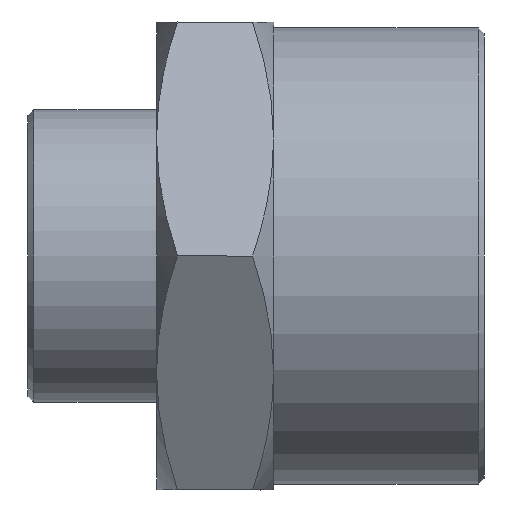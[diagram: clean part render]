
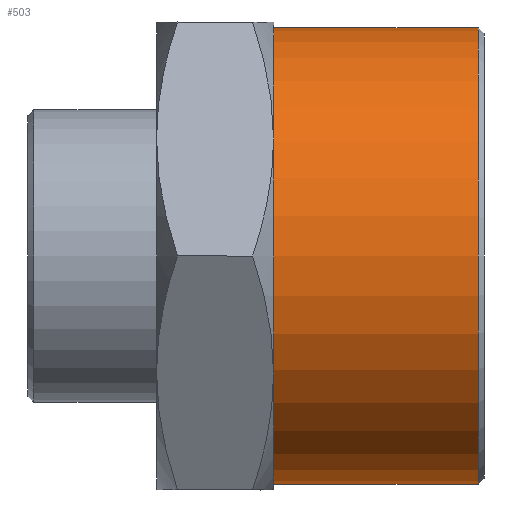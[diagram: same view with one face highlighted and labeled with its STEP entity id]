
A CAD part, left-side view. The second image highlights one B-rep face of the part: STEP entity #503.
In plain terms, the highlighted cylindrical face has radius 19.5 mm (diameter 39 mm), a full revolution.
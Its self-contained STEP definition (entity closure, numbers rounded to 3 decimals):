
#17 = CIRCLE ( 'NONE', #549, 19.5 ) ;
#116 = ORIENTED_EDGE ( 'NONE', *, *, #233, .F. ) ;
#117 = ORIENTED_EDGE ( 'NONE', *, *, #240, .T. ) ;
#150 = CIRCLE ( 'NONE', #542, 19.5 ) ;
#160 = EDGE_LOOP ( 'NONE', ( #117 ) ) ;
#162 = EDGE_LOOP ( 'NONE', ( #116 ) ) ;
#233 = EDGE_CURVE ( 'NONE', #683, #683, #150, .T. ) ;
#240 = EDGE_CURVE ( 'NONE', #691, #691, #17, .T. ) ;
#316 = CARTESIAN_POINT ( 'NONE',  ( 0., 18., 0. ) ) ;
#317 = DIRECTION ( 'NONE',  ( 0., 1., 0. ) ) ;
#318 = DIRECTION ( 'NONE',  ( 0., 0., -1. ) ) ;
#341 = CARTESIAN_POINT ( 'NONE',  ( 0., 0.5, 0. ) ) ;
#342 = DIRECTION ( 'NONE',  ( 0., 1., 0. ) ) ;
#343 = DIRECTION ( 'NONE',  ( 0., 0., 1. ) ) ;
#503 = ADVANCED_FACE ( 'NONE', ( #651, #650 ), #655, .T. ) ;
#542 = AXIS2_PLACEMENT_3D ( 'NONE', #316, #317, #318 ) ;
#549 = AXIS2_PLACEMENT_3D ( 'NONE', #341, #342, #343 ) ;
#568 = AXIS2_PLACEMENT_3D ( 'NONE', #728, #729, #727 ) ;
#650 = FACE_OUTER_BOUND ( 'NONE', #162, .T. ) ;
#651 = FACE_OUTER_BOUND ( 'NONE', #160, .T. ) ;
#655 = CYLINDRICAL_SURFACE ( 'NONE', #568, 19.5 ) ;
#683 = VERTEX_POINT ( 'NONE', #827 ) ;
#691 = VERTEX_POINT ( 'NONE', #835 ) ;
#727 = DIRECTION ( 'NONE',  ( 0., 0., -1. ) ) ;
#728 = CARTESIAN_POINT ( 'NONE',  ( 0., 18., 0. ) ) ;
#729 = DIRECTION ( 'NONE',  ( 0., -1., 0. ) ) ;
#827 = CARTESIAN_POINT ( 'NONE',  ( 0., 18., -19.5 ) ) ;
#835 = CARTESIAN_POINT ( 'NONE',  ( 0., 0.5, 19.5 ) ) ;
